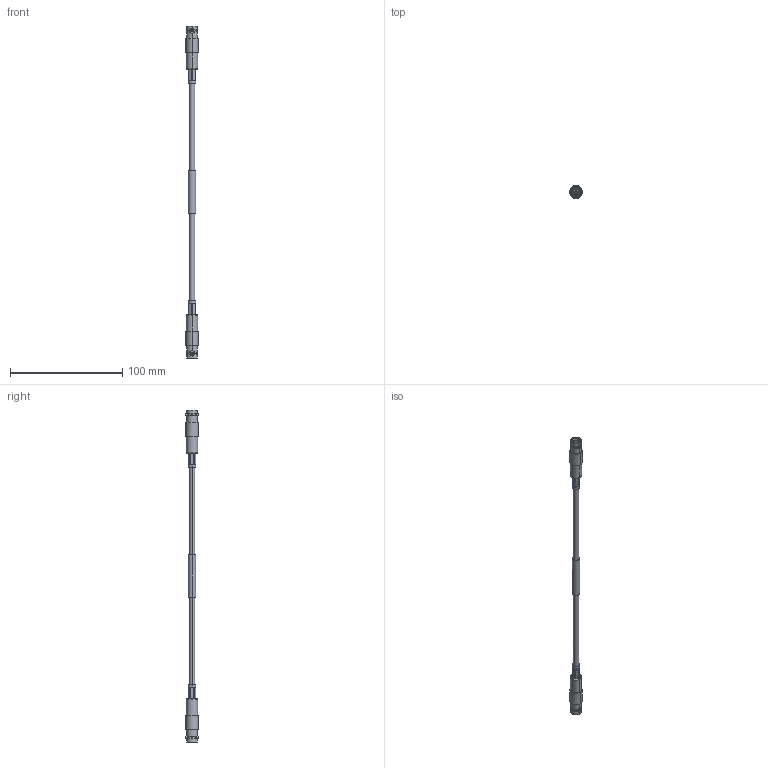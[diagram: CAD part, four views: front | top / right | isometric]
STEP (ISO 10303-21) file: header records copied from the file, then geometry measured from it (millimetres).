
FILE_DESCRIPTION (( 'STEP AP214' ), '1' );
FILE_NAME ('FMCA3156_3D.step', '2023-02-24T22:25:34', ( '' ), ( '' ), 'SwSTEP 2.0', 'SolidWorks 2022', '' );
FILE_SCHEMA (( 'AUTOMOTIVE_DESIGN' ));
Length unit declared in the file: inch
Products named in the file (8): Copy of PE45852-3_FERRULE^FMCN45854; FMCA3156_3D; RG142B_U^FMCA3156_RG-142; Copy of PE45852-2_CONTACT^FMCN45854; Copy of PE45852-1_CONN^FMCN45854; FMCN45854
Assembly tree (9 placements, depth 3):
  FMCA3156_3D
    RG142B_U^FMCA3156_RG-142
    FMCN45854
      Copy of PE45852-1_CONN^FMCN45854
      Copy of PE45852-2_CONTACT^FMCN45854
      Copy of PE45852-3_FERRULE^FMCN45854
    FMCN45854
      Copy of PE45852-1_CONN^FMCN45854
      Copy of PE45852-2_CONTACT^FMCN45854
      Copy of PE45852-3_FERRULE^FMCN45854
Bounding box: 11 x 11 x 296 mm (x, y, z)
Volume: 9489.5 mm3; surface area: 10082.1 mm2
Topology: 7 solids, 7 shells, 236 faces, 516 edges, 316 vertices
Faces by surface type: cylinder 110, plane 68, cone 34, torus 16, sphere 8
Entity records: 4684 total; most frequent: CARTESIAN_POINT 1045, DIRECTION 760, ORIENTED_EDGE 632, EDGE_CURVE 316, AXIS2_PLACEMENT_3D 316, VERTEX_POINT 197, EDGE_LOOP 163, CIRCLE 161
